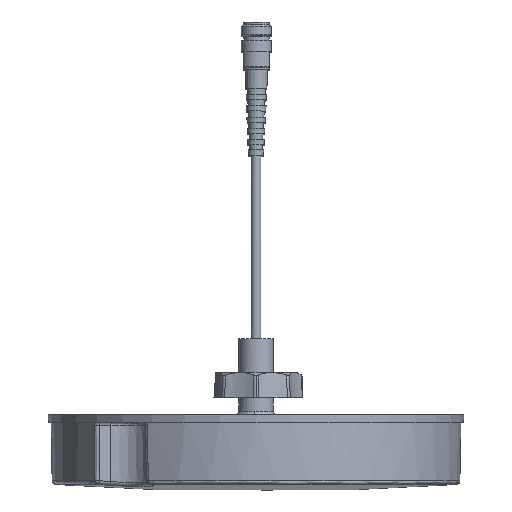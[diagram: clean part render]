
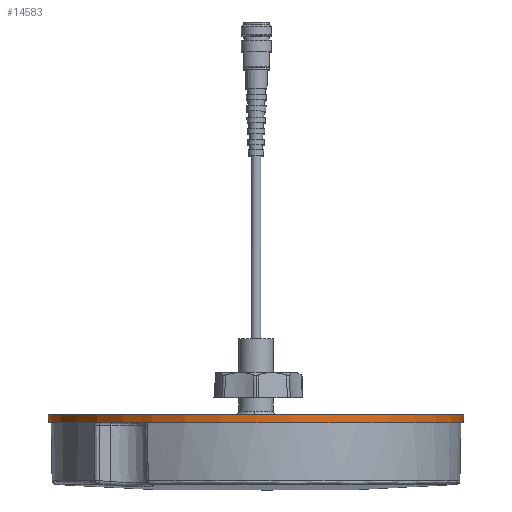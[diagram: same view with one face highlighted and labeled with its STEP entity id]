
A CAD part, front view. The second image highlights one B-rep face of the part: STEP entity #14583.
In plain terms, the highlighted conical face has half-angle 2.726 degrees and reference radius 109 mm.
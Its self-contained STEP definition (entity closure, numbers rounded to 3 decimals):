
#107 = DIRECTION ( 'NONE',  ( 0., 0., -1. ) ) ;
#1698 = VERTEX_POINT ( 'NONE', #2758 ) ;
#2758 = CARTESIAN_POINT ( 'NONE',  ( 108.8, 0., -3.4 ) ) ;
#3083 = CIRCLE ( 'NONE', #23088, 109. ) ;
#4463 = CONICAL_SURFACE ( 'NONE', #18365, 109., 0.048 ) ;
#4699 = CARTESIAN_POINT ( 'NONE',  ( -109., 0., 0.8 ) ) ;
#4938 = VERTEX_POINT ( 'NONE', #4699 ) ;
#5366 = DIRECTION ( 'NONE',  ( -0.048, 0., 0.999 ) ) ;
#5434 = DIRECTION ( 'NONE',  ( 1., 0., 0. ) ) ;
#8498 = CARTESIAN_POINT ( 'NONE',  ( 0., 0., 0.8 ) ) ;
#8573 = DIRECTION ( 'NONE',  ( 0., 0., 1. ) ) ;
#8618 = DIRECTION ( 'NONE',  ( 0.048, 0., 0.999 ) ) ;
#9656 = ORIENTED_EDGE ( 'NONE', *, *, #29658, .F. ) ;
#11091 = AXIS2_PLACEMENT_3D ( 'NONE', #19018, #8573, #5434 ) ;
#11117 = DIRECTION ( 'NONE',  ( 0., 0., 1. ) ) ;
#12832 = CARTESIAN_POINT ( 'NONE',  ( 0., 0., 0.8 ) ) ;
#14583 = ADVANCED_FACE ( 'NONE', ( #16695 ), #4463, .T. ) ;
#14911 = VECTOR ( 'NONE', #8618, 1000. ) ;
#15024 = VECTOR ( 'NONE', #5366, 1000. ) ;
#16695 = FACE_OUTER_BOUND ( 'NONE', #30783, .T. ) ;
#17293 = EDGE_CURVE ( 'NONE', #33432, #4938, #3083, .T. ) ;
#18365 = AXIS2_PLACEMENT_3D ( 'NONE', #8498, #11117, #21726 ) ;
#19018 = CARTESIAN_POINT ( 'NONE',  ( 0., 0., -3.4 ) ) ;
#21279 = EDGE_CURVE ( 'NONE', #1698, #33432, #32478, .T. ) ;
#21726 = DIRECTION ( 'NONE',  ( 1., 0., 0. ) ) ;
#22628 = ORIENTED_EDGE ( 'NONE', *, *, #17293, .T. ) ;
#23088 = AXIS2_PLACEMENT_3D ( 'NONE', #12832, #107, #31971 ) ;
#23315 = LINE ( 'NONE', #29230, #15024 ) ;
#23497 = EDGE_CURVE ( 'NONE', #27256, #1698, #28359, .T. ) ;
#23834 = CARTESIAN_POINT ( 'NONE',  ( 109., 0., 0.8 ) ) ;
#25173 = CARTESIAN_POINT ( 'NONE',  ( -108.8, 0., -3.4 ) ) ;
#26378 = ORIENTED_EDGE ( 'NONE', *, *, #21279, .T. ) ;
#27256 = VERTEX_POINT ( 'NONE', #25173 ) ;
#28359 = CIRCLE ( 'NONE', #11091, 108.8 ) ;
#29230 = CARTESIAN_POINT ( 'NONE',  ( -109., 0., 0.8 ) ) ;
#29658 = EDGE_CURVE ( 'NONE', #27256, #4938, #23315, .T. ) ;
#30783 = EDGE_LOOP ( 'NONE', ( #9656, #33810, #26378, #22628 ) ) ;
#30852 = CARTESIAN_POINT ( 'NONE',  ( 109., 0., 0.8 ) ) ;
#31971 = DIRECTION ( 'NONE',  ( 1., 0., 0. ) ) ;
#32478 = LINE ( 'NONE', #30852, #14911 ) ;
#33432 = VERTEX_POINT ( 'NONE', #23834 ) ;
#33810 = ORIENTED_EDGE ( 'NONE', *, *, #23497, .T. ) ;
